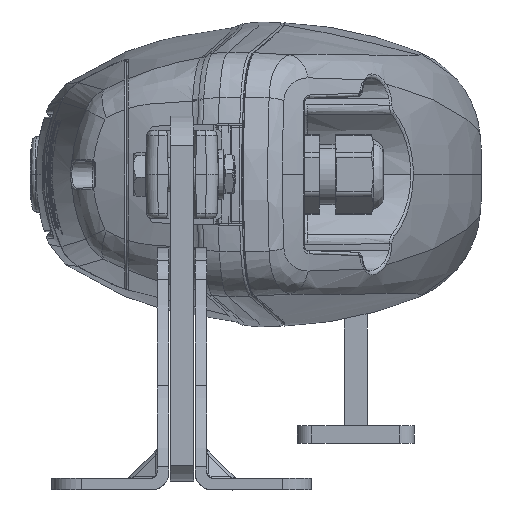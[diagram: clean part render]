
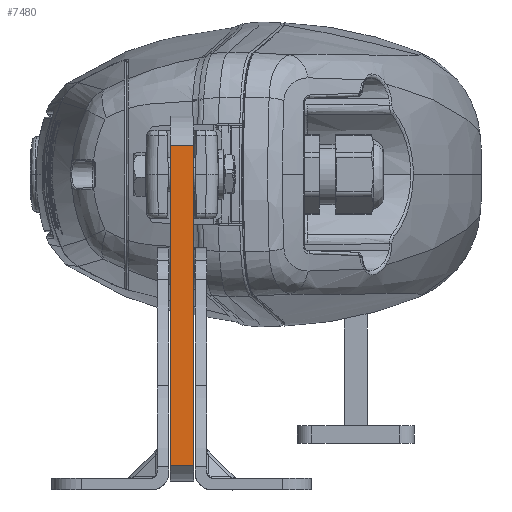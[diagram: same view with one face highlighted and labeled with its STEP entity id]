
A CAD part, left-side view. The second image highlights one B-rep face of the part: STEP entity #7480.
In plain terms, the highlighted planar face has unit normal (-1, 0, 0).
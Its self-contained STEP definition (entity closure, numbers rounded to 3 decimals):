
#711 = EDGE_CURVE ( 'NONE', #21265, #27618, #56268, .T. ) ;
#6065 = DIRECTION ( 'NONE',  ( -1., 0., 0. ) ) ;
#7480 = ADVANCED_FACE ( 'NONE', ( #86906 ), #65899, .T. ) ;
#15186 = VECTOR ( 'NONE', #20958, 1000. ) ;
#16232 = CARTESIAN_POINT ( 'NONE',  ( -246., 4., -99.641 ) ) ;
#20958 = DIRECTION ( 'NONE',  ( 0., -1., 0. ) ) ;
#21265 = VERTEX_POINT ( 'NONE', #51144 ) ;
#23371 = VERTEX_POINT ( 'NONE', #16232 ) ;
#24218 = CARTESIAN_POINT ( 'NONE',  ( -246., -4., 10. ) ) ;
#27618 = VERTEX_POINT ( 'NONE', #63386 ) ;
#32534 = DIRECTION ( 'NONE',  ( 0., 0., 1. ) ) ;
#33457 = VECTOR ( 'NONE', #71364, 1000. ) ;
#35693 = ORIENTED_EDGE ( 'NONE', *, *, #711, .T. ) ;
#38631 = EDGE_CURVE ( 'NONE', #23371, #21265, #106398, .T. ) ;
#39696 = EDGE_LOOP ( 'NONE', ( #81357, #76912, #87374, #35693 ) ) ;
#42717 = VERTEX_POINT ( 'NONE', #79452 ) ;
#44987 = VECTOR ( 'NONE', #32534, 1000. ) ;
#51144 = CARTESIAN_POINT ( 'NONE',  ( -246., -4., -99.641 ) ) ;
#54693 = AXIS2_PLACEMENT_3D ( 'NONE', #57704, #6065, #66279 ) ;
#56268 = LINE ( 'NONE', #24218, #33457 ) ;
#57704 = CARTESIAN_POINT ( 'NONE',  ( -246., 0., 10. ) ) ;
#63386 = CARTESIAN_POINT ( 'NONE',  ( -246., -4., 10. ) ) ;
#65899 = PLANE ( 'NONE',  #54693 ) ;
#66279 = DIRECTION ( 'NONE',  ( 0., -1., 0. ) ) ;
#67237 = CARTESIAN_POINT ( 'NONE',  ( -246., 0., 10. ) ) ;
#69823 = VECTOR ( 'NONE', #101561, 1000. ) ;
#71364 = DIRECTION ( 'NONE',  ( 0., 0., 1. ) ) ;
#76912 = ORIENTED_EDGE ( 'NONE', *, *, #83566, .F. ) ;
#79452 = CARTESIAN_POINT ( 'NONE',  ( -246., 4., 10. ) ) ;
#81357 = ORIENTED_EDGE ( 'NONE', *, *, #86102, .F. ) ;
#83566 = EDGE_CURVE ( 'NONE', #23371, #42717, #110496, .T. ) ;
#83793 = CARTESIAN_POINT ( 'NONE',  ( -246., 4., -45.404 ) ) ;
#86102 = EDGE_CURVE ( 'NONE', #42717, #27618, #95133, .T. ) ;
#86906 = FACE_OUTER_BOUND ( 'NONE', #39696, .T. ) ;
#87374 = ORIENTED_EDGE ( 'NONE', *, *, #38631, .T. ) ;
#95133 = LINE ( 'NONE', #67237, #69823 ) ;
#101561 = DIRECTION ( 'NONE',  ( 0., -1., 0. ) ) ;
#106029 = CARTESIAN_POINT ( 'NONE',  ( -246., 0., -99.641 ) ) ;
#106398 = LINE ( 'NONE', #106029, #15186 ) ;
#110496 = LINE ( 'NONE', #83793, #44987 ) ;
